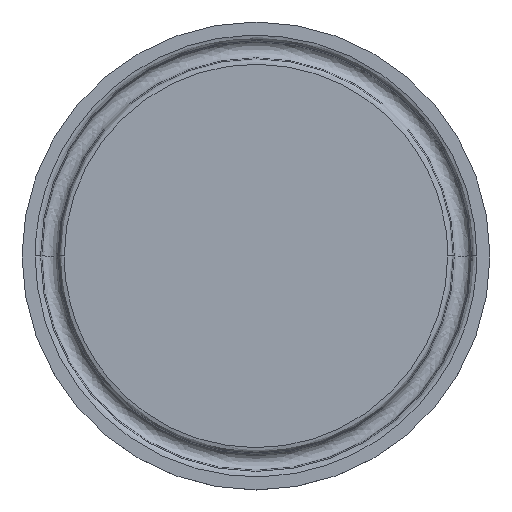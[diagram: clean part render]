
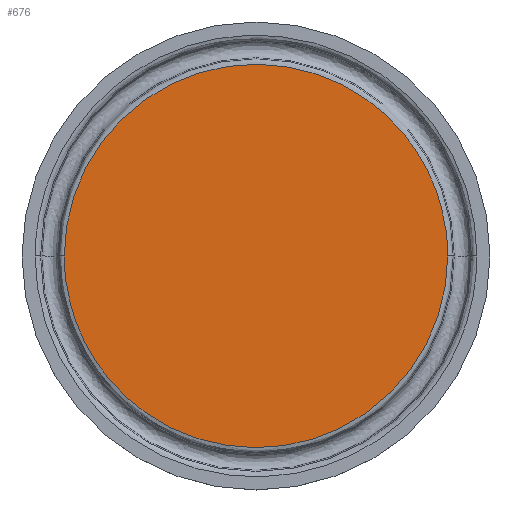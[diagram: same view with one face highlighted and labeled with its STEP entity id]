
A CAD part, top view. The second image highlights one B-rep face of the part: STEP entity #676.
In plain terms, the highlighted planar face has unit normal (0, 0, 1).
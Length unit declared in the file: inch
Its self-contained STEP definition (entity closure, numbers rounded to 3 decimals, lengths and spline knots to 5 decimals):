
#5 = CARTESIAN_POINT ( 'NONE',  ( -1.03063, -2.06126, 0. ) ) ;
#14 = CARTESIAN_POINT ( 'NONE',  ( 1.03063, 0., 0. ) ) ;
#27 = CARTESIAN_POINT ( 'NONE',  ( 1.03063, -2.06126, 0. ) ) ;
#164 = CARTESIAN_POINT ( 'NONE',  ( 1.03063, 0., 0. ) ) ;
#184 = VERTEX_POINT ( 'NONE', #527 ) ;
#188 =( BOUNDED_CURVE ( )  B_SPLINE_CURVE ( 3, ( #14, #27, #5, #536 ),
 .UNSPECIFIED., .F., .F. ) 
 B_SPLINE_CURVE_WITH_KNOTS ( ( 4, 4 ),
 ( 0., 1. ),
 .UNSPECIFIED. ) 
 CURVE ( )  GEOMETRIC_REPRESENTATION_ITEM ( )  RATIONAL_B_SPLINE_CURVE ( ( 1., 0.333, 0.333, 1. ) ) 
 REPRESENTATION_ITEM ( '' )  );
#195 = CARTESIAN_POINT ( 'NONE',  ( -1.03063, 2.06126, 0. ) ) ;
#197 = EDGE_LOOP ( 'NONE', ( #466, #362 ) ) ;
#258 = EDGE_CURVE ( 'NONE', #481, #184, #347, .T. ) ;
#278 = CARTESIAN_POINT ( 'NONE',  ( -1.03063, 0., 0. ) ) ;
#295 = EDGE_CURVE ( 'NONE', #184, #481, #188, .T. ) ;
#347 =( BOUNDED_CURVE ( )  B_SPLINE_CURVE ( 3, ( #278, #195, #483, #164 ),
 .UNSPECIFIED., .F., .F. ) 
 B_SPLINE_CURVE_WITH_KNOTS ( ( 4, 4 ),
 ( 0., 1. ),
 .UNSPECIFIED. ) 
 CURVE ( )  GEOMETRIC_REPRESENTATION_ITEM ( )  RATIONAL_B_SPLINE_CURVE ( ( 1., 0.333, 0.333, 1. ) ) 
 REPRESENTATION_ITEM ( '' )  );
#362 = ORIENTED_EDGE ( 'NONE', *, *, #258, .F. ) ;
#381 = AXIS2_PLACEMENT_3D ( 'NONE', #514, #500, #495 ) ;
#384 = CARTESIAN_POINT ( 'NONE',  ( -1.03063, 0., 0. ) ) ;
#466 = ORIENTED_EDGE ( 'NONE', *, *, #295, .F. ) ;
#481 = VERTEX_POINT ( 'NONE', #384 ) ;
#483 = CARTESIAN_POINT ( 'NONE',  ( 1.03063, 2.06126, 0. ) ) ;
#495 = DIRECTION ( 'NONE',  ( -1., 0., 0. ) ) ;
#500 = DIRECTION ( 'NONE',  ( 0., 0., -1. ) ) ;
#514 = CARTESIAN_POINT ( 'NONE',  ( 0., 0.935, 0. ) ) ;
#527 = CARTESIAN_POINT ( 'NONE',  ( 1.03063, 0., 0. ) ) ;
#536 = CARTESIAN_POINT ( 'NONE',  ( -1.03063, 0., 0. ) ) ;
#633 = PLANE ( 'NONE',  #381 ) ;
#673 = FACE_OUTER_BOUND ( 'NONE', #197, .T. ) ;
#676 = ADVANCED_FACE ( 'NONE', ( #673 ), #633, .F. ) ;
